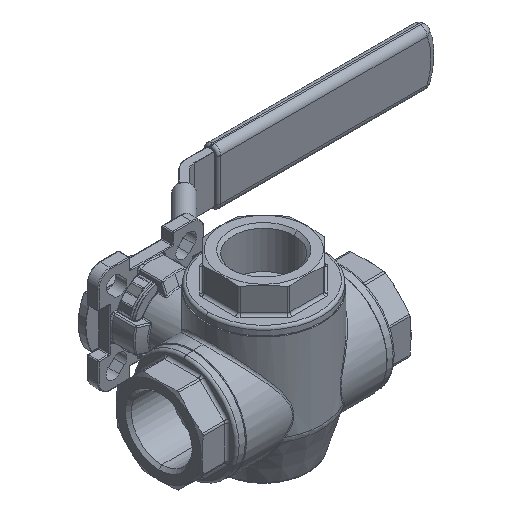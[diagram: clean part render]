
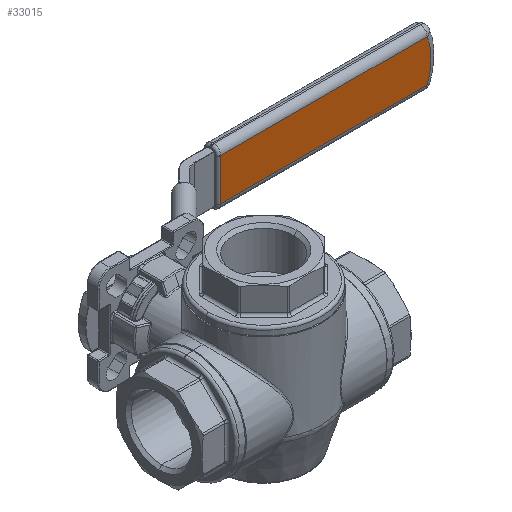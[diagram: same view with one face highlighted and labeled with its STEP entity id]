
A CAD part, isometric view. The second image highlights one B-rep face of the part: STEP entity #33015.
In plain terms, the highlighted planar face has unit normal (0, -1, 0).
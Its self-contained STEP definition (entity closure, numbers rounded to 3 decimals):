
#353 = DIRECTION ( 'NONE',  ( -1., 0., 0. ) ) ;
#4968 = DIRECTION ( 'NONE',  ( 0., -1., 0. ) ) ;
#6241 = EDGE_CURVE ( 'NONE', #12130, #20327, #10662, .T. ) ;
#7689 = CARTESIAN_POINT ( 'NONE',  ( 143., 74., 8.3 ) ) ;
#7841 = DIRECTION ( 'NONE',  ( -1., 0., 0. ) ) ;
#8450 = DIRECTION ( 'NONE',  ( 1., 0., 0. ) ) ;
#9211 = CARTESIAN_POINT ( 'NONE',  ( 117.999, 74., 0. ) ) ;
#10160 = ORIENTED_EDGE ( 'NONE', *, *, #6241, .T. ) ;
#10662 = LINE ( 'NONE', #7689, #19989 ) ;
#11940 = LINE ( 'NONE', #19172, #35182 ) ;
#11999 = AXIS2_PLACEMENT_3D ( 'NONE', #9211, #4968, #353 ) ;
#12130 = VERTEX_POINT ( 'NONE', #53969 ) ;
#12382 = CARTESIAN_POINT ( 'NONE',  ( 140.449, 74., -8.3 ) ) ;
#15890 = CARTESIAN_POINT ( 'NONE',  ( 143., 74., 11. ) ) ;
#19172 = CARTESIAN_POINT ( 'NONE',  ( 56.985, 74., 11. ) ) ;
#19271 = ORIENTED_EDGE ( 'NONE', *, *, #25810, .T. ) ;
#19989 = VECTOR ( 'NONE', #24473, 1000. ) ;
#20186 = DIRECTION ( 'NONE',  ( 0., 1., 0. ) ) ;
#20327 = VERTEX_POINT ( 'NONE', #35542 ) ;
#21184 = FACE_OUTER_BOUND ( 'NONE', #53813, .T. ) ;
#24473 = DIRECTION ( 'NONE',  ( -1., 0., 0. ) ) ;
#25568 = ORIENTED_EDGE ( 'NONE', *, *, #48424, .T. ) ;
#25810 = EDGE_CURVE ( 'NONE', #20327, #30905, #11940, .T. ) ;
#28341 = VECTOR ( 'NONE', #8450, 1000. ) ;
#28507 = PLANE ( 'NONE',  #44574 ) ;
#30905 = VERTEX_POINT ( 'NONE', #35355 ) ;
#33015 = ADVANCED_FACE ( 'NONE', ( #21184 ), #28507, .F. ) ;
#35182 = VECTOR ( 'NONE', #39939, 1000. ) ;
#35355 = CARTESIAN_POINT ( 'NONE',  ( 56.985, 74., -8.3 ) ) ;
#35542 = CARTESIAN_POINT ( 'NONE',  ( 56.985, 74., 8.3 ) ) ;
#37858 = CARTESIAN_POINT ( 'NONE',  ( 138.697, 74., -8.3 ) ) ;
#39927 = CIRCLE ( 'NONE', #11999, 22.3 ) ;
#39939 = DIRECTION ( 'NONE',  ( 0., 0., -1. ) ) ;
#41270 = VERTEX_POINT ( 'NONE', #37858 ) ;
#44574 = AXIS2_PLACEMENT_3D ( 'NONE', #15890, #20186, #7841 ) ;
#45572 = EDGE_CURVE ( 'NONE', #41270, #12130, #39927, .T. ) ;
#46495 = ORIENTED_EDGE ( 'NONE', *, *, #45572, .T. ) ;
#47593 = LINE ( 'NONE', #12382, #28341 ) ;
#48424 = EDGE_CURVE ( 'NONE', #30905, #41270, #47593, .T. ) ;
#53813 = EDGE_LOOP ( 'NONE', ( #19271, #25568, #46495, #10160 ) ) ;
#53969 = CARTESIAN_POINT ( 'NONE',  ( 138.697, 74., 8.3 ) ) ;
